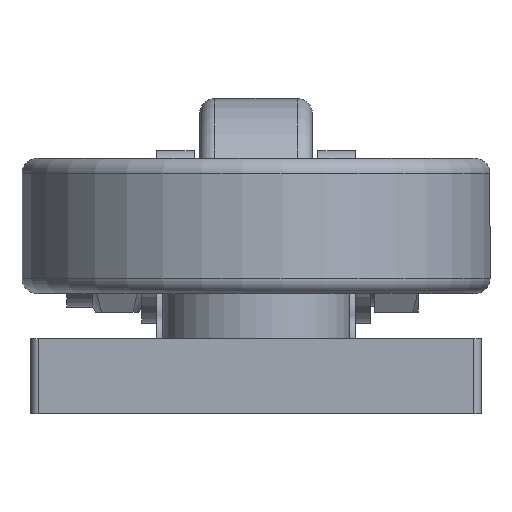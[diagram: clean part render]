
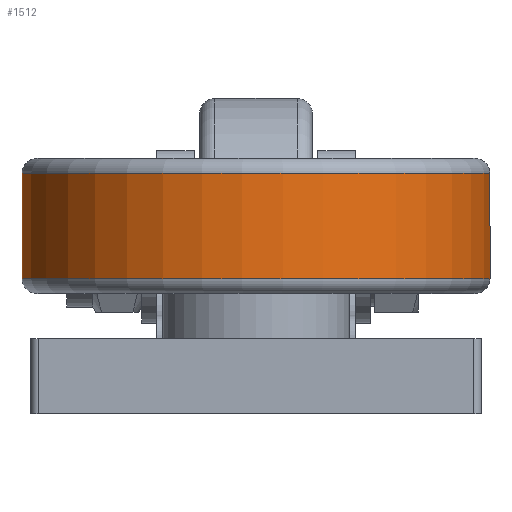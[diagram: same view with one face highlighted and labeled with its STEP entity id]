
A CAD part, left-side view. The second image highlights one B-rep face of the part: STEP entity #1512.
In plain terms, the highlighted cylindrical face has radius 31.25 mm (diameter 62.5 mm), a full revolution.
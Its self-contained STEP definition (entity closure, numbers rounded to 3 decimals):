
#151=LINE('',#2414,#256);
#256=VECTOR('',#1915,31.25);
#340=CYLINDRICAL_SURFACE('',#1650,31.25);
#423=FACE_OUTER_BOUND('',#513,.T.);
#513=EDGE_LOOP('',(#1165,#1166,#1167,#1168,#1169,#1170));
#609=CIRCLE('',#1648,31.25);
#610=CIRCLE('',#1649,31.25);
#611=CIRCLE('',#1651,31.25);
#612=CIRCLE('',#1652,31.25);
#714=VERTEX_POINT('',#2407);
#715=VERTEX_POINT('',#2409);
#716=VERTEX_POINT('',#2413);
#717=VERTEX_POINT('',#2415);
#881=EDGE_CURVE('',#714,#715,#609,.T.);
#882=EDGE_CURVE('',#715,#714,#610,.T.);
#883=EDGE_CURVE('',#715,#716,#151,.T.);
#884=EDGE_CURVE('',#717,#716,#611,.T.);
#885=EDGE_CURVE('',#716,#717,#612,.T.);
#1165=ORIENTED_EDGE('',*,*,#882,.F.);
#1166=ORIENTED_EDGE('',*,*,#883,.T.);
#1167=ORIENTED_EDGE('',*,*,#884,.F.);
#1168=ORIENTED_EDGE('',*,*,#885,.F.);
#1169=ORIENTED_EDGE('',*,*,#883,.F.);
#1170=ORIENTED_EDGE('',*,*,#881,.F.);
#1512=ADVANCED_FACE('',(#423),#340,.T.);
#1648=AXIS2_PLACEMENT_3D('',#2410,#1909,#1910);
#1649=AXIS2_PLACEMENT_3D('',#2411,#1911,#1912);
#1650=AXIS2_PLACEMENT_3D('',#2412,#1913,#1914);
#1651=AXIS2_PLACEMENT_3D('',#2416,#1916,#1917);
#1652=AXIS2_PLACEMENT_3D('',#2417,#1918,#1919);
#1909=DIRECTION('center_axis',(0.,0.,
1.));
#1910=DIRECTION('ref_axis',(0.059,0.998,0.));
#1911=DIRECTION('center_axis',(0.,0.,
1.));
#1912=DIRECTION('ref_axis',(0.059,0.998,0.));
#1913=DIRECTION('center_axis',(0.,0.,
1.));
#1914=DIRECTION('ref_axis',(-0.059,-0.998,0.));
#1915=DIRECTION('',(0.,0.,-1.));
#1916=DIRECTION('center_axis',(0.,0.,
-1.));
#1917=DIRECTION('ref_axis',(0.059,0.998,0.));
#1918=DIRECTION('center_axis',(0.,0.,
-1.));
#1919=DIRECTION('ref_axis',(0.059,0.998,0.));
#2407=CARTESIAN_POINT('',(3.751,2.355,14.5));
#2409=CARTESIAN_POINT('',(-25.607,35.389,14.5));
#2410=CARTESIAN_POINT('Origin',(-27.445,4.193,14.5));
#2411=CARTESIAN_POINT('Origin',(-27.445,4.193,14.5));
#2412=CARTESIAN_POINT('Origin',(-27.445,4.193,7.5));
#2413=CARTESIAN_POINT('',(-25.607,35.389,0.5));
#2414=CARTESIAN_POINT('',(-25.607,35.389,7.5));
#2415=CARTESIAN_POINT('',(3.751,2.355,0.5));
#2416=CARTESIAN_POINT('Origin',(-27.445,4.193,0.5));
#2417=CARTESIAN_POINT('Origin',(-27.445,4.193,0.5));
